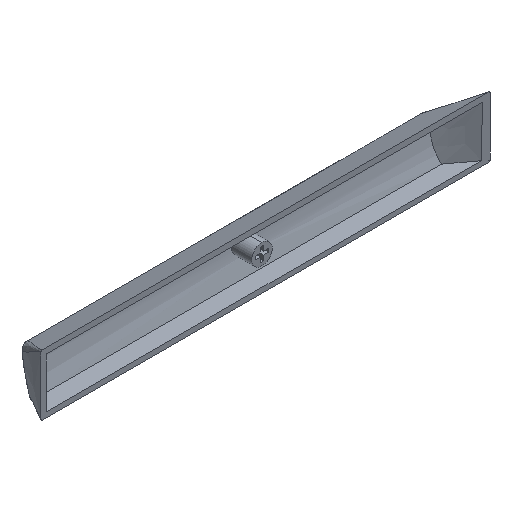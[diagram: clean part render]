
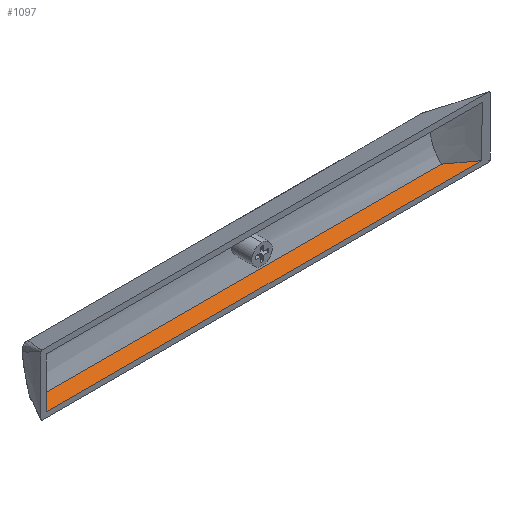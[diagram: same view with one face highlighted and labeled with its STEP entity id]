
A CAD part, isometric view. The second image highlights one B-rep face of the part: STEP entity #1097.
In plain terms, the highlighted planar face has unit normal (0, 0, 1).
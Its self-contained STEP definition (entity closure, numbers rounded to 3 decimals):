
#23 = VERTEX_POINT ( 'NONE', #1494 ) ;
#48 = DIRECTION ( 'NONE',  ( 0., 0., 1. ) ) ;
#158 = EDGE_CURVE ( 'NONE', #552, #2323, #1899, .T. ) ;
#371 = ORIENTED_EDGE ( 'NONE', *, *, #1960, .F. ) ;
#375 = VECTOR ( 'NONE', #1593, 1000. ) ;
#391 = EDGE_CURVE ( 'NONE', #552, #557, #2168, .T. ) ;
#489 = CARTESIAN_POINT ( 'NONE',  ( 123.238, 4.993, -16.5 ) ) ;
#552 = VERTEX_POINT ( 'NONE', #2436 ) ;
#557 = VERTEX_POINT ( 'NONE', #489 ) ;
#587 = CARTESIAN_POINT ( 'NONE',  ( 127.727, 1.661, -16.5 ) ) ;
#600 = FACE_OUTER_BOUND ( 'NONE', #1657, .T. ) ;
#619 = ORIENTED_EDGE ( 'NONE', *, *, #1923, .F. ) ;
#659 = B_SPLINE_CURVE_WITH_KNOTS ( 'NONE', 3,
 ( #1540, #918, #1129, #2280 ),
 .UNSPECIFIED., .F., .F.,
 ( 4, 4 ),
 ( 0., 0.006 ),
 .UNSPECIFIED. ) ;
#724 = CARTESIAN_POINT ( 'NONE',  ( 4.038, 4.993, -16.5 ) ) ;
#761 = LINE ( 'NONE', #724, #785 ) ;
#785 = VECTOR ( 'NONE', #1908, 1000. ) ;
#790 = CARTESIAN_POINT ( 'NONE',  ( 123.238, 4.993, -16.5 ) ) ;
#918 = CARTESIAN_POINT ( 'NONE',  ( 2.461, 1.662, -16.5 ) ) ;
#956 = ORIENTED_EDGE ( 'NONE', *, *, #391, .T. ) ;
#1010 = CARTESIAN_POINT ( 'NONE',  ( 125.481, 3.325, -16.5 ) ) ;
#1017 = CARTESIAN_POINT ( 'NONE',  ( 1.664, 0., -16.5 ) ) ;
#1023 = CARTESIAN_POINT ( 'NONE',  ( 0., 8.8, -16.5 ) ) ;
#1097 = ADVANCED_FACE ( 'NONE', ( #600 ), #1200, .T. ) ;
#1129 = CARTESIAN_POINT ( 'NONE',  ( 3.253, 3.325, -16.5 ) ) ;
#1200 = PLANE ( 'NONE',  #2235 ) ;
#1210 = CARTESIAN_POINT ( 'NONE',  ( 0., 0., -16.5 ) ) ;
#1377 = CARTESIAN_POINT ( 'NONE',  ( 129.975, 0., -16.5 ) ) ;
#1494 = CARTESIAN_POINT ( 'NONE',  ( 4.038, 4.993, -16.5 ) ) ;
#1532 = ORIENTED_EDGE ( 'NONE', *, *, #158, .F. ) ;
#1540 = CARTESIAN_POINT ( 'NONE',  ( 1.664, 0., -16.5 ) ) ;
#1593 = DIRECTION ( 'NONE',  ( -1., 0., 0. ) ) ;
#1657 = EDGE_LOOP ( 'NONE', ( #956, #371, #619, #1532 ) ) ;
#1899 = LINE ( 'NONE', #1210, #375 ) ;
#1908 = DIRECTION ( 'NONE',  ( 1., 0., 0. ) ) ;
#1923 = EDGE_CURVE ( 'NONE', #2323, #23, #659, .T. ) ;
#1960 = EDGE_CURVE ( 'NONE', #23, #557, #761, .T. ) ;
#1967 = DIRECTION ( 'NONE',  ( 1., 0., 0. ) ) ;
#2168 = B_SPLINE_CURVE_WITH_KNOTS ( 'NONE', 3,
 ( #1377, #587, #1010, #790 ),
 .UNSPECIFIED., .F., .F.,
 ( 4, 4 ),
 ( 0., 0.008 ),
 .UNSPECIFIED. ) ;
#2235 = AXIS2_PLACEMENT_3D ( 'NONE', #1023, #48, #1967 ) ;
#2280 = CARTESIAN_POINT ( 'NONE',  ( 4.038, 4.993, -16.5 ) ) ;
#2323 = VERTEX_POINT ( 'NONE', #1017 ) ;
#2436 = CARTESIAN_POINT ( 'NONE',  ( 129.975, 0., -16.5 ) ) ;
